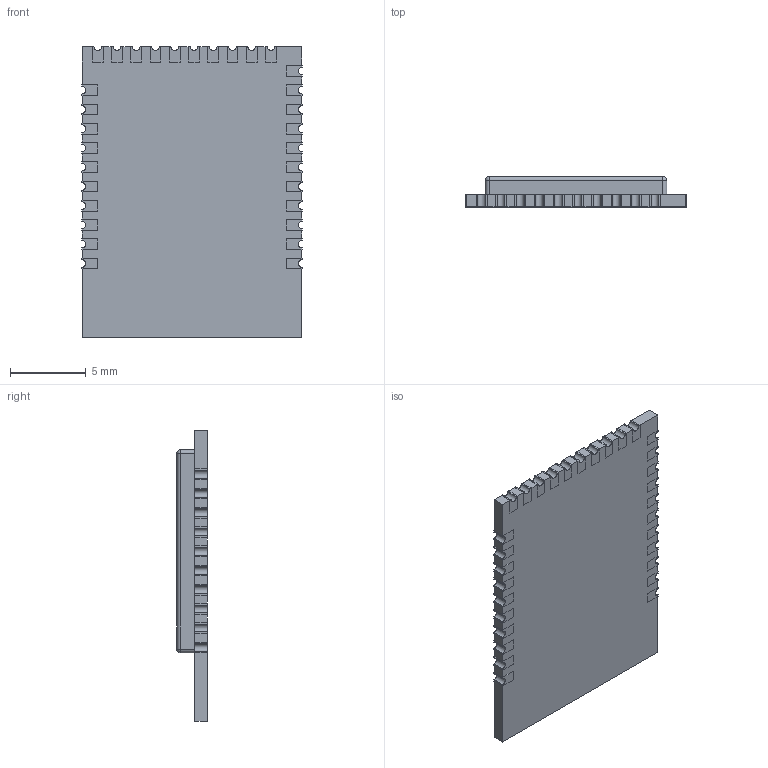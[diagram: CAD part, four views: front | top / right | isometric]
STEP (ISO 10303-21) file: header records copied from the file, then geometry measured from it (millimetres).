
FILE_DESCRIPTION( ( '' ), ' ' );
FILE_NAME( '597af1f2c696de1014486afb.step', '2017-07-28T08:13:58', ( '' ), ( '' ), ' ', ' ', ' ' );
FILE_SCHEMA( ( 'AUTOMOTIVE_DESIGN { 1 0 10303 214 1 1 1 1 }' ) );
Length unit declared in the file: metre
Products named in the file (34): 1; 2; 3; 4; 5; 6; 7; 8; 9; 10; 11; 12; 13; 14; 15; 16; 17; 18; 19; 20; 21; 22; 23; 24; 25; 26; 27; 28; 29; 30; 31; 32; 33; 34
Bounding box: 14.52 x 2.01 x 19.19 mm (x, y, z)
Volume: 429.3 mm3; surface area: 1187.2 mm2
Topology: 34 solids, 34 shells, 394 faces, 970 edges, 640 vertices
Faces by surface type: plane 320, cylinder 70, sphere 4
Entity records: 14972 total; most frequent: CARTESIAN_POINT 2034, DIRECTION 1962, ORIENTED_EDGE 1932, EDGE_CURVE 966, LINE 826, VECTOR 826, VERTEX_POINT 640, AXIS2_PLACEMENT_3D 568
